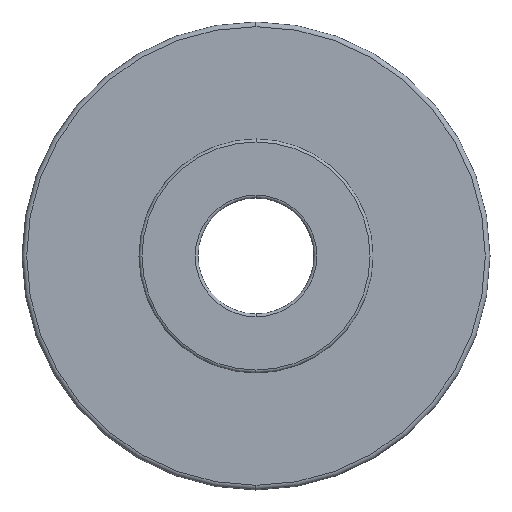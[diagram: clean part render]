
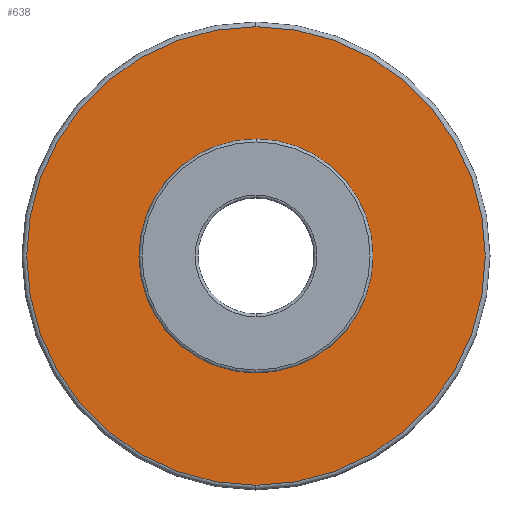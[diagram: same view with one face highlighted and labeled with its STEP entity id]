
A CAD part, left-side view. The second image highlights one B-rep face of the part: STEP entity #638.
In plain terms, the highlighted planar face has unit normal (-1, 0, 0).
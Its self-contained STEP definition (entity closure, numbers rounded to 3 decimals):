
#1 = DIRECTION ( 'NONE',  ( 0., 0., 1. ) ) ;
#49 = ORIENTED_EDGE ( 'NONE', *, *, #71, .F. ) ;
#53 = CIRCLE ( 'NONE', #492, 39.2 ) ;
#71 = EDGE_CURVE ( 'NONE', #339, #1068, #53, .T. ) ;
#82 = DIRECTION ( 'NONE',  ( 0., 0., -1. ) ) ;
#100 = ORIENTED_EDGE ( 'NONE', *, *, #398, .F. ) ;
#114 = VERTEX_POINT ( 'NONE', #495 ) ;
#250 = DIRECTION ( 'NONE',  ( 0., 0., 1. ) ) ;
#255 = CARTESIAN_POINT ( 'NONE',  ( 2., 39.2, 0. ) ) ;
#305 = CARTESIAN_POINT ( 'NONE',  ( 2., 0., -39.2 ) ) ;
#339 = VERTEX_POINT ( 'NONE', #447 ) ;
#376 = CIRCLE ( 'NONE', #556, 20. ) ;
#398 = EDGE_CURVE ( 'NONE', #1068, #339, #764, .T. ) ;
#432 = EDGE_LOOP ( 'NONE', ( #936, #897 ) ) ;
#442 = AXIS2_PLACEMENT_3D ( 'NONE', #255, #997, #82 ) ;
#447 = CARTESIAN_POINT ( 'NONE',  ( 2., 0., 39.2 ) ) ;
#453 = FACE_OUTER_BOUND ( 'NONE', #865, .T. ) ;
#476 = DIRECTION ( 'NONE',  ( 0., 0., 1. ) ) ;
#492 = AXIS2_PLACEMENT_3D ( 'NONE', #579, #841, #1 ) ;
#495 = CARTESIAN_POINT ( 'NONE',  ( 2., 0., -20. ) ) ;
#505 = CARTESIAN_POINT ( 'NONE',  ( 2., 0., 0. ) ) ;
#507 = AXIS2_PLACEMENT_3D ( 'NONE', #671, #911, #476 ) ;
#542 = DIRECTION ( 'NONE',  ( 0., 0., 1. ) ) ;
#544 = FACE_BOUND ( 'NONE', #432, .T. ) ;
#556 = AXIS2_PLACEMENT_3D ( 'NONE', #505, #995, #250 ) ;
#579 = CARTESIAN_POINT ( 'NONE',  ( 2., 0., 0. ) ) ;
#636 = DIRECTION ( 'NONE',  ( 1., 0., 0. ) ) ;
#638 = ADVANCED_FACE ( 'NONE', ( #544, #453 ), #1087, .F. ) ;
#639 = CARTESIAN_POINT ( 'NONE',  ( 2., 0., 0. ) ) ;
#667 = EDGE_CURVE ( 'NONE', #1010, #114, #376, .T. ) ;
#671 = CARTESIAN_POINT ( 'NONE',  ( 2., 0., 0. ) ) ;
#741 = AXIS2_PLACEMENT_3D ( 'NONE', #639, #636, #542 ) ;
#764 = CIRCLE ( 'NONE', #741, 39.2 ) ;
#841 = DIRECTION ( 'NONE',  ( 1., 0., 0. ) ) ;
#865 = EDGE_LOOP ( 'NONE', ( #49, #100 ) ) ;
#897 = ORIENTED_EDGE ( 'NONE', *, *, #1046, .F. ) ;
#911 = DIRECTION ( 'NONE',  ( -1., 0., 0. ) ) ;
#936 = ORIENTED_EDGE ( 'NONE', *, *, #667, .F. ) ;
#995 = DIRECTION ( 'NONE',  ( -1., 0., 0. ) ) ;
#997 = DIRECTION ( 'NONE',  ( 1., 0., 0. ) ) ;
#1010 = VERTEX_POINT ( 'NONE', #1038 ) ;
#1038 = CARTESIAN_POINT ( 'NONE',  ( 2., 0., 20. ) ) ;
#1043 = CIRCLE ( 'NONE', #507, 20. ) ;
#1046 = EDGE_CURVE ( 'NONE', #114, #1010, #1043, .T. ) ;
#1068 = VERTEX_POINT ( 'NONE', #305 ) ;
#1087 = PLANE ( 'NONE',  #442 ) ;
